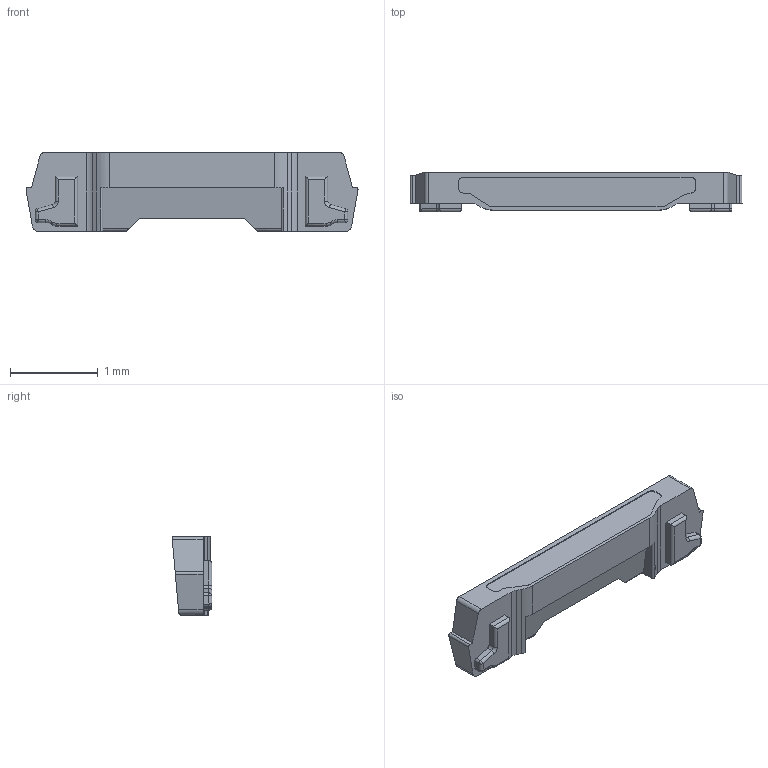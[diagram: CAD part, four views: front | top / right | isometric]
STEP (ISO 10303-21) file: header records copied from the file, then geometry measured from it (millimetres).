
FILE_DESCRIPTION(/* description */ (''),/* implementation_level */ '2;1');
FILE_NAME(/* name */ 'LTW-010DCG.step',/* time_stamp */ '2023-04-23T19:21:07+02:00',/* author */ (''),/* organization */ (''),/* preprocessor_version */ 'ST-DEVELOPER v19.2',/* originating_system */ 'Autodesk Translation Framework v12.4.0.73',/* authorisation */ '');
FILE_SCHEMA (('AUTOMOTIVE_DESIGN { 1 0 10303 214 3 1 1 }'));
Length unit declared in the file: millimetre
Products named in the file (2): LTW-010DCG; LTW-010DCG_1
Assembly tree (1 placements, depth 2):
  LTW-010DCG
    LTW-010DCG_1
Bounding box: 3.79 x 0.46 x 0.9 mm (x, y, z)
Volume: 1 mm3; surface area: 12.8 mm2
Topology: 4 solids, 4 shells, 157 faces, 412 edges, 262 vertices
Faces by surface type: plane 79, cylinder 68, torus 6, bspline 4
Entity records: 4943 total; most frequent: CARTESIAN_POINT 920, DIRECTION 854, ORIENTED_EDGE 816, EDGE_CURVE 408, AXIS2_PLACEMENT_3D 292, LINE 270, VECTOR 270, VERTEX_POINT 262
